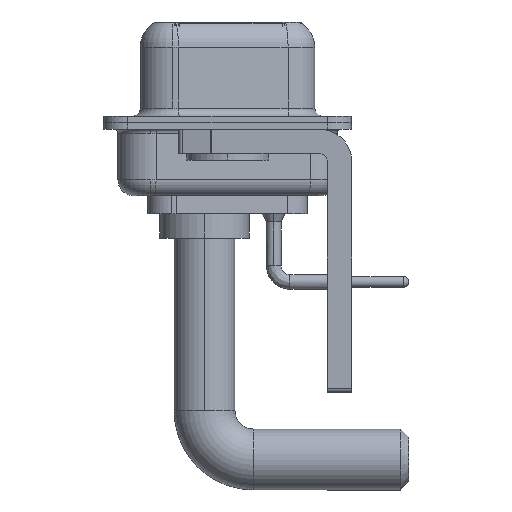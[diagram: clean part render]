
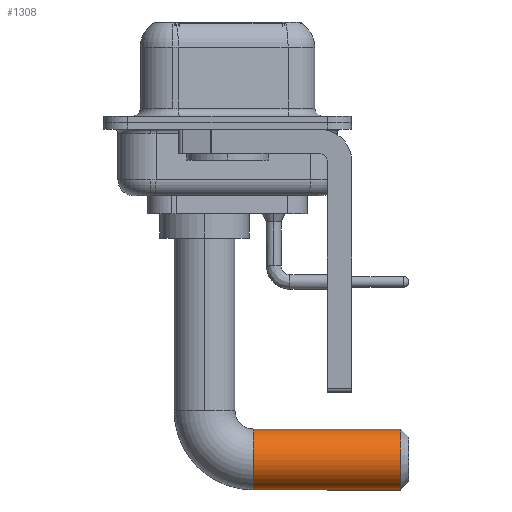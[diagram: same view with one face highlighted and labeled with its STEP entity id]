
A CAD part, left-side view. The second image highlights one B-rep face of the part: STEP entity #1308.
In plain terms, the highlighted cylindrical face has radius 1.875 mm (diameter 3.75 mm), a partial arc.
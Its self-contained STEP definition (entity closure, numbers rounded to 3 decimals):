
#32 = CARTESIAN_POINT ( 'NONE',  ( 0., -3., -15.505 ) ) ;
#1308 = ADVANCED_FACE ( 'NONE', ( #16207 ), #9760, .T. ) ;
#1615 = AXIS2_PLACEMENT_3D ( 'NONE', #21486, #6261, #4610 ) ;
#1838 = EDGE_CURVE ( 'NONE', #2635, #19290, #20772, .T. ) ;
#2357 = AXIS2_PLACEMENT_3D ( 'NONE', #6538, #21764, #20095 ) ;
#2635 = VERTEX_POINT ( 'NONE', #6625 ) ;
#2668 = DIRECTION ( 'NONE',  ( 0., 0., -1. ) ) ;
#2995 = CARTESIAN_POINT ( 'NONE',  ( 0., -3., -13.63 ) ) ;
#4135 = ORIENTED_EDGE ( 'NONE', *, *, #14772, .T. ) ;
#4376 = CARTESIAN_POINT ( 'NONE',  ( 0., -3., -15.505 ) ) ;
#4610 = DIRECTION ( 'NONE',  ( 0., 0., -1. ) ) ;
#4734 = ORIENTED_EDGE ( 'NONE', *, *, #6104, .T. ) ;
#5357 = AXIS2_PLACEMENT_3D ( 'NONE', #2995, #9531, #2668 ) ;
#5632 = EDGE_CURVE ( 'NONE', #21820, #19290, #18643, .T. ) ;
#6104 = EDGE_CURVE ( 'NONE', #2635, #12309, #12982, .T. ) ;
#6261 = DIRECTION ( 'NONE',  ( 0., 1., 0. ) ) ;
#6475 = LINE ( 'NONE', #32, #19936 ) ;
#6538 = CARTESIAN_POINT ( 'NONE',  ( 0., -3., -13.63 ) ) ;
#6585 = ORIENTED_EDGE ( 'NONE', *, *, #5632, .T. ) ;
#6625 = CARTESIAN_POINT ( 'NONE',  ( 0., -3., -11.755 ) ) ;
#9531 = DIRECTION ( 'NONE',  ( 0., -1., 0. ) ) ;
#9760 = CYLINDRICAL_SURFACE ( 'NONE', #5357, 1.875 ) ;
#12309 = VERTEX_POINT ( 'NONE', #4376 ) ;
#12982 = CIRCLE ( 'NONE', #2357, 1.875 ) ;
#13869 = DIRECTION ( 'NONE',  ( 0., -1., 0. ) ) ;
#14772 = EDGE_CURVE ( 'NONE', #12309, #21820, #6475, .T. ) ;
#16207 = FACE_OUTER_BOUND ( 'NONE', #16782, .T. ) ;
#16782 = EDGE_LOOP ( 'NONE', ( #18788, #4734, #4135, #6585 ) ) ;
#17104 = CARTESIAN_POINT ( 'NONE',  ( 0., -3., -11.755 ) ) ;
#17406 = CARTESIAN_POINT ( 'NONE',  ( 0., -12.07, -15.505 ) ) ;
#18123 = CARTESIAN_POINT ( 'NONE',  ( 0., -12.07, -11.755 ) ) ;
#18643 = CIRCLE ( 'NONE', #1615, 1.875 ) ;
#18788 = ORIENTED_EDGE ( 'NONE', *, *, #1838, .F. ) ;
#19212 = VECTOR ( 'NONE', #13869, 1000. ) ;
#19290 = VERTEX_POINT ( 'NONE', #18123 ) ;
#19936 = VECTOR ( 'NONE', #20038, 1000. ) ;
#20038 = DIRECTION ( 'NONE',  ( 0., -1., 0. ) ) ;
#20095 = DIRECTION ( 'NONE',  ( -1., 0., 0. ) ) ;
#20772 = LINE ( 'NONE', #17104, #19212 ) ;
#21486 = CARTESIAN_POINT ( 'NONE',  ( 0., -12.07, -13.63 ) ) ;
#21764 = DIRECTION ( 'NONE',  ( 0., -1., 0. ) ) ;
#21820 = VERTEX_POINT ( 'NONE', #17406 ) ;
